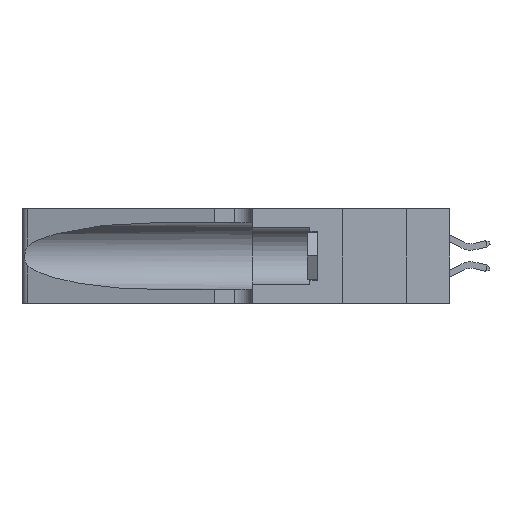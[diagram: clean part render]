
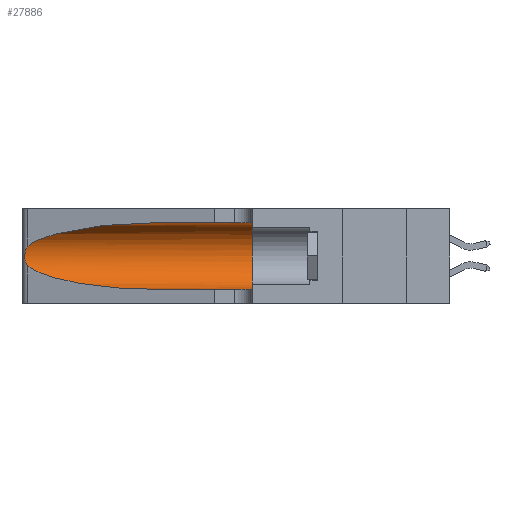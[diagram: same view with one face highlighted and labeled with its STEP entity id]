
A CAD part, left-side view. The second image highlights one B-rep face of the part: STEP entity #27886.
In plain terms, the highlighted cylindrical face has radius 3.308 mm (diameter 6.617 mm), a partial arc.
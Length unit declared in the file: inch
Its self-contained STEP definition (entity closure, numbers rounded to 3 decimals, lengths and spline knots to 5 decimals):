
#1275 = CARTESIAN_POINT ( 'NONE',  ( 0.25487, 1.22718, 0.22369 ) ) ;
#2425 = CARTESIAN_POINT ( 'NONE',  ( 0.1305, 0.72297, 0.05475 ) ) ;
#2738 = CARTESIAN_POINT ( 'NONE',  ( 0.2373, 1.15595, 0.08982 ) ) ;
#3395 = VERTEX_POINT ( 'NONE', #38060 ) ;
#3886 = LINE ( 'NONE', #15051, #31882 ) ;
#3890 = CARTESIAN_POINT ( 'NONE',  ( 0.25487, 1.22718, 0.22369 ) ) ;
#4584 = ORIENTED_EDGE ( 'NONE', *, *, #36876, .T. ) ;
#5271 = CARTESIAN_POINT ( 'NONE',  ( 0.1305, 1.61858, 0.185 ) ) ;
#5425 = DIRECTION ( 'NONE',  ( 0., -1., 0. ) ) ;
#6353 = ORIENTED_EDGE ( 'NONE', *, *, #27819, .F. ) ;
#7081 = CARTESIAN_POINT ( 'NONE',  ( 0.26075, 1.23896, 0.178 ) ) ;
#7511 = CARTESIAN_POINT ( 'NONE',  ( 0.25789, 1.23486, 0.15765 ) ) ;
#8055 = CARTESIAN_POINT ( 'NONE',  ( 0.2373, 1.15595, 0.28018 ) ) ;
#8870 = DIRECTION ( 'NONE',  ( 0., -1., 0. ) ) ;
#9459 = CARTESIAN_POINT ( 'NONE',  ( 0.25487, 1.22718, 0.14631 ) ) ;
#10541 = CARTESIAN_POINT ( 'NONE',  ( 0.25639, 1.23186, 0.15144 ) ) ;
#10987 = CARTESIAN_POINT ( 'NONE',  ( 0.25487, 1.22718, 0.14631 ) ) ;
#11406 = CYLINDRICAL_SURFACE ( 'NONE', #19569, 0.13025 ) ;
#11904 = EDGE_CURVE ( 'NONE', #22403, #3395, #31957, .T. ) ;
#12292 = LINE ( 'NONE', #20714, #38126 ) ;
#14168 = VERTEX_POINT ( 'NONE', #3890 ) ;
#14295 = CARTESIAN_POINT ( 'NONE',  ( 0.26018, 1.23835, 0.19895 ) ) ;
#15051 = CARTESIAN_POINT ( 'NONE',  ( 0.1305, 1.61858, 0.31525 ) ) ;
#15184 = ORIENTED_EDGE ( 'NONE', *, *, #24923, .T. ) ;
#16589 =( BOUNDED_CURVE ( )  B_SPLINE_CURVE ( 3, ( #19606, #2738, #23072, #2425 ),
 .UNSPECIFIED., .F., .F. ) 
 B_SPLINE_CURVE_WITH_KNOTS ( ( 4, 4 ),
 ( 3.44316, 4.71239 ),
 .UNSPECIFIED. ) 
 CURVE ( )  GEOMETRIC_REPRESENTATION_ITEM ( )  RATIONAL_B_SPLINE_CURVE ( ( 1., 0.87, 0.87, 1. ) ) 
 REPRESENTATION_ITEM ( '' )  );
#17358 = CARTESIAN_POINT ( 'NONE',  ( 0.25487, 1.22718, 0.22369 ) ) ;
#18429 = ORIENTED_EDGE ( 'NONE', *, *, #11904, .F. ) ;
#18461 = VERTEX_POINT ( 'NONE', #44423 ) ;
#19569 = AXIS2_PLACEMENT_3D ( 'NONE', #5271, #8870, #32969 ) ;
#19606 = CARTESIAN_POINT ( 'NONE',  ( 0.25487, 1.22718, 0.14631 ) ) ;
#20714 = CARTESIAN_POINT ( 'NONE',  ( 0.1305, 1.61858, 0.05475 ) ) ;
#20849 = DIRECTION ( 'NONE',  ( 0., -1., 0. ) ) ;
#21797 = CARTESIAN_POINT ( 'NONE',  ( 0.1305, 0.72297, 0.31525 ) ) ;
#21882 = ORIENTED_EDGE ( 'NONE', *, *, #33312, .T. ) ;
#22247 = CARTESIAN_POINT ( 'NONE',  ( 0.18966, 0.96281, 0.31525 ) ) ;
#22403 = VERTEX_POINT ( 'NONE', #35099 ) ;
#23072 = CARTESIAN_POINT ( 'NONE',  ( 0.18966, 0.96281, 0.05475 ) ) ;
#24302 = CARTESIAN_POINT ( 'NONE',  ( 0.26075, 1.23896, 0.19203 ) ) ;
#24565 =( BOUNDED_CURVE ( )  B_SPLINE_CURVE ( 3, ( #21797, #22247, #8055, #1275 ),
 .UNSPECIFIED., .F., .F. ) 
 B_SPLINE_CURVE_WITH_KNOTS ( ( 4, 4 ),
 ( 1.5708, 2.84003 ),
 .UNSPECIFIED. ) 
 CURVE ( )  GEOMETRIC_REPRESENTATION_ITEM ( )  RATIONAL_B_SPLINE_CURVE ( ( 1., 0.87, 0.87, 1. ) ) 
 REPRESENTATION_ITEM ( '' )  );
#24923 = EDGE_CURVE ( 'NONE', #18461, #3395, #12292, .T. ) ;
#26405 = DIRECTION ( 'NONE',  ( 0., 1., 0. ) ) ;
#27764 = CARTESIAN_POINT ( 'NONE',  ( 0.25787, 1.23484, 0.2124 ) ) ;
#27819 = EDGE_CURVE ( 'NONE', #34558, #22403, #3886, .T. ) ;
#27886 = ADVANCED_FACE ( 'NONE', ( #43269 ), #11406, .F. ) ;
#28182 = CARTESIAN_POINT ( 'NONE',  ( 0.25854, 1.2359, 0.20912 ) ) ;
#29285 = VERTEX_POINT ( 'NONE', #9459 ) ;
#29824 = CARTESIAN_POINT ( 'NONE',  ( 0.1305, 0.35, 0.185 ) ) ;
#30385 = EDGE_CURVE ( 'NONE', #34558, #14168, #24565, .T. ) ;
#30466 = CARTESIAN_POINT ( 'NONE',  ( 0.1305, 0.72297, 0.31525 ) ) ;
#30594 = EDGE_LOOP ( 'NONE', ( #43018, #4584, #21882, #15184, #18429, #6353 ) ) ;
#31173 = CARTESIAN_POINT ( 'NONE',  ( 0.25856, 1.23593, 0.16098 ) ) ;
#31321 = CARTESIAN_POINT ( 'NONE',  ( 0.25555, 1.22993, 0.14849 ) ) ;
#31882 = VECTOR ( 'NONE', #5425, 39.37008 ) ;
#31957 = CIRCLE ( 'NONE', #34350, 0.13025 ) ;
#31986 = B_SPLINE_CURVE_WITH_KNOTS ( 'NONE', 3,
 ( #17358, #41454, #41308, #27764, #28182, #14295, #24302, #7081, #41856, #31173, #7511, #10541, #31321, #10987 ),
 .UNSPECIFIED., .F., .F.,
 ( 4, 2, 2, 2, 2, 2, 4 ),
 ( 0., 0.00027, 0.00053, 0.00107, 0.0016, 0.00187, 0.00214 ),
 .UNSPECIFIED. ) ;
#32969 = DIRECTION ( 'NONE',  ( 0., 0., -1. ) ) ;
#33312 = EDGE_CURVE ( 'NONE', #29285, #18461, #16589, .T. ) ;
#34350 = AXIS2_PLACEMENT_3D ( 'NONE', #29824, #26405, #43086 ) ;
#34558 = VERTEX_POINT ( 'NONE', #30466 ) ;
#35099 = CARTESIAN_POINT ( 'NONE',  ( 0.1305, 0.35, 0.31525 ) ) ;
#36876 = EDGE_CURVE ( 'NONE', #14168, #29285, #31986, .T. ) ;
#38060 = CARTESIAN_POINT ( 'NONE',  ( 0.1305, 0.35, 0.05475 ) ) ;
#38126 = VECTOR ( 'NONE', #20849, 39.37008 ) ;
#41308 = CARTESIAN_POINT ( 'NONE',  ( 0.25639, 1.23184, 0.21858 ) ) ;
#41454 = CARTESIAN_POINT ( 'NONE',  ( 0.25555, 1.22994, 0.2215 ) ) ;
#41856 = CARTESIAN_POINT ( 'NONE',  ( 0.26017, 1.23833, 0.17102 ) ) ;
#43018 = ORIENTED_EDGE ( 'NONE', *, *, #30385, .T. ) ;
#43086 = DIRECTION ( 'NONE',  ( 0., 0., 1. ) ) ;
#43269 = FACE_OUTER_BOUND ( 'NONE', #30594, .T. ) ;
#44423 = CARTESIAN_POINT ( 'NONE',  ( 0.1305, 0.72297, 0.05475 ) ) ;
